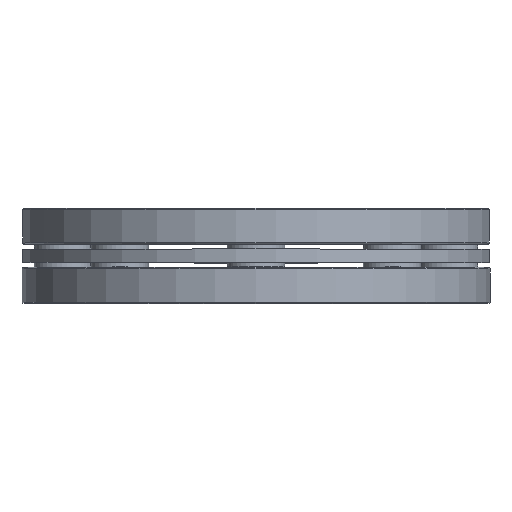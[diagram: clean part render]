
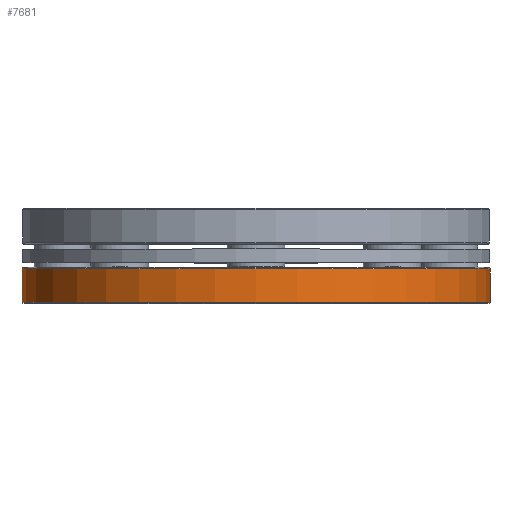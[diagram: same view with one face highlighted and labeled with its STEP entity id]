
A CAD part, top view. The second image highlights one B-rep face of the part: STEP entity #7681.
In plain terms, the highlighted cylindrical face has radius 85 mm (diameter 170 mm), a full revolution.
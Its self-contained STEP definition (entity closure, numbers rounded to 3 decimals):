
#547=CYLINDRICAL_SURFACE('',#8131,85.);
#765=ORIENTED_EDGE('',*,*,#1948,.T.);
#766=ORIENTED_EDGE('',*,*,#1955,.T.);
#1948=EDGE_CURVE('',#2563,#2563,#3036,.T.);
#1955=EDGE_CURVE('',#2570,#2570,#3043,.F.);
#2563=VERTEX_POINT('',#10728);
#2570=VERTEX_POINT('',#10748);
#3036=CIRCLE('',#8119,85.);
#3043=CIRCLE('',#8132,85.);
#3497=EDGE_LOOP('',(#765));
#3498=EDGE_LOOP('',(#766));
#4212=FACE_BOUND('',#3497,.T.);
#4213=FACE_BOUND('',#3498,.T.);
#7681=ADVANCED_FACE('',(#4212,#4213),#547,.T.);
#8119=AXIS2_PLACEMENT_3D('',#10727,#9017,#9018);
#8131=AXIS2_PLACEMENT_3D('',#10746,#9041,#9042);
#8132=AXIS2_PLACEMENT_3D('',#10747,#9043,#9044);
#9017=DIRECTION('',(0.,1.,0.));
#9018=DIRECTION('',(0.,0.,1.));
#9041=DIRECTION('',(0.,-1.,0.));
#9042=DIRECTION('',(0.,0.,-1.));
#9043=DIRECTION('',(0.,1.,0.));
#9044=DIRECTION('',(0.,0.,1.));
#10727=CARTESIAN_POINT('',(0.,0.41,0.));
#10728=CARTESIAN_POINT('',(0.,0.41,85.));
#10746=CARTESIAN_POINT('',(0.,-1.05,0.));
#10747=CARTESIAN_POINT('',(0.,12.61,0.));
#10748=CARTESIAN_POINT('',(0.,12.61,85.));
